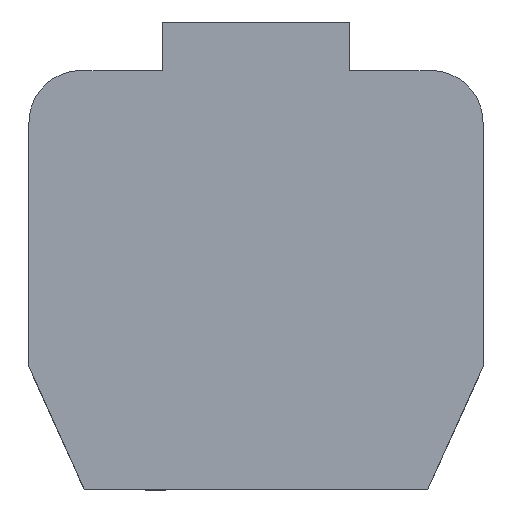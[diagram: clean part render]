
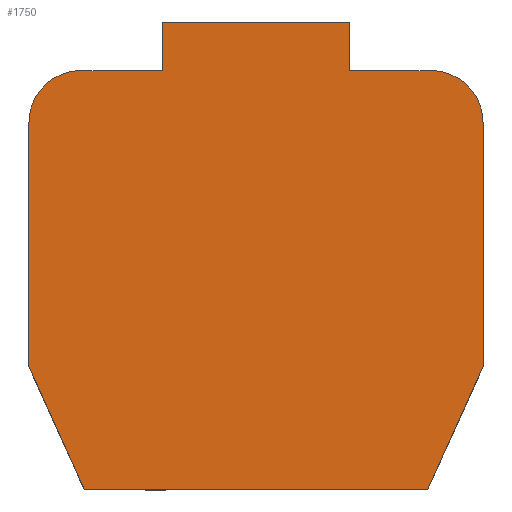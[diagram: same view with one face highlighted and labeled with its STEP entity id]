
A CAD part, left-side view. The second image highlights one B-rep face of the part: STEP entity #1750.
In plain terms, the highlighted planar face has unit normal (-1, 0, 0).
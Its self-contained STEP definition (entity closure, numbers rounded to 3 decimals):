
#1376=CARTESIAN_POINT('',(-109.869,81.699,27.0));
#1377=VERTEX_POINT('',#1376);
#1378=CARTESIAN_POINT('',(-109.869,78.499,19.9));
#1379=VERTEX_POINT('',#1378);
#1380=CARTESIAN_POINT('',(-109.869,81.699,27.));
#1381=DIRECTION('',(0.0,-0.411,-0.912));
#1382=VECTOR('',#1381,7.788);
#1383=LINE('',#1380,#1382);
#1384=EDGE_CURVE('',#1377,#1379,#1383,.T.);
#1482=CARTESIAN_POINT('',(-109.869,101.499,27.0));
#1483=VERTEX_POINT('',#1482);
#1490=CARTESIAN_POINT('',(-109.869,81.699,27.0));
#1491=DIRECTION('',(0.0,1.0,0.0));
#1492=VECTOR('',#1491,19.8);
#1493=LINE('',#1490,#1492);
#1494=EDGE_CURVE('',#1377,#1483,#1493,.T.);
#1642=CARTESIAN_POINT('',(-109.869,104.699,19.9));
#1643=VERTEX_POINT('',#1642);
#1644=CARTESIAN_POINT('',(-109.869,104.699,19.9));
#1645=DIRECTION('',(0.0,-0.411,0.912));
#1646=VECTOR('',#1645,7.788);
#1647=LINE('',#1644,#1646);
#1648=EDGE_CURVE('',#1643,#1483,#1647,.T.);
#1668=CARTESIAN_POINT('',(-109.869,78.499,0.0));
#1669=DIRECTION('',(-1.0,0.0,0.0));
#1670=DIRECTION('',(0.0,0.0,1.0));
#1671=AXIS2_PLACEMENT_3D('',#1668,#1669,#1670);
#1672=PLANE('',#1671);
#1673=ORIENTED_EDGE('',*,*,#1384,.F.);
#1674=ORIENTED_EDGE('',*,*,#1494,.T.);
#1675=ORIENTED_EDGE('',*,*,#1648,.F.);
#1676=CARTESIAN_POINT('',(-109.869,104.699,5.8));
#1677=VERTEX_POINT('',#1676);
#1678=CARTESIAN_POINT('',(-109.869,104.699,5.8));
#1679=DIRECTION('',(0.0,0.0,1.0));
#1680=VECTOR('',#1679,14.1);
#1681=LINE('',#1678,#1680);
#1682=EDGE_CURVE('',#1677,#1643,#1681,.T.);
#1683=ORIENTED_EDGE('',*,*,#1682,.F.);
#1684=CARTESIAN_POINT('',(-109.869,101.699,2.8));
#1685=VERTEX_POINT('',#1684);
#1686=CARTESIAN_POINT('',(-109.869,101.699,5.8));
#1687=DIRECTION('',(-1.0,0.0,0.0));
#1688=DIRECTION('',(0.0,-1.0,0.0));
#1689=AXIS2_PLACEMENT_3D('',#1686,#1687,#1688);
#1690=CIRCLE('',#1689,3.);
#1691=EDGE_CURVE('',#1677,#1685,#1690,.T.);
#1692=ORIENTED_EDGE('',*,*,#1691,.T.);
#1693=CARTESIAN_POINT('',(-109.869,96.999,2.8));
#1694=VERTEX_POINT('',#1693);
#1695=CARTESIAN_POINT('',(-109.869,101.699,2.8));
#1696=DIRECTION('',(0.0,-1.0,0.0));
#1697=VECTOR('',#1696,4.7);
#1698=LINE('',#1695,#1697);
#1699=EDGE_CURVE('',#1685,#1694,#1698,.T.);
#1700=ORIENTED_EDGE('',*,*,#1699,.T.);
#1701=CARTESIAN_POINT('',(-109.869,96.999,0.0));
#1702=VERTEX_POINT('',#1701);
#1703=CARTESIAN_POINT('',(-109.869,96.999,2.8));
#1704=DIRECTION('',(0.0,0.0,-1.0));
#1705=VECTOR('',#1704,2.8);
#1706=LINE('',#1703,#1705);
#1707=EDGE_CURVE('',#1694,#1702,#1706,.T.);
#1708=ORIENTED_EDGE('',*,*,#1707,.T.);
#1709=CARTESIAN_POINT('',(-109.869,86.199,0.0));
#1710=VERTEX_POINT('',#1709);
#1711=CARTESIAN_POINT('',(-109.869,96.999,0.0));
#1712=DIRECTION('',(0.0,-1.0,0.0));
#1713=VECTOR('',#1712,10.8);
#1714=LINE('',#1711,#1713);
#1715=EDGE_CURVE('',#1702,#1710,#1714,.T.);
#1716=ORIENTED_EDGE('',*,*,#1715,.T.);
#1717=CARTESIAN_POINT('',(-109.869,86.199,2.8));
#1718=VERTEX_POINT('',#1717);
#1719=CARTESIAN_POINT('',(-109.869,86.199,0.0));
#1720=DIRECTION('',(0.0,0.0,1.0));
#1721=VECTOR('',#1720,2.8);
#1722=LINE('',#1719,#1721);
#1723=EDGE_CURVE('',#1710,#1718,#1722,.T.);
#1724=ORIENTED_EDGE('',*,*,#1723,.T.);
#1725=CARTESIAN_POINT('',(-109.869,81.499,2.8));
#1726=VERTEX_POINT('',#1725);
#1727=CARTESIAN_POINT('',(-109.869,86.199,2.8));
#1728=DIRECTION('',(0.0,-1.0,0.0));
#1729=VECTOR('',#1728,4.7);
#1730=LINE('',#1727,#1729);
#1731=EDGE_CURVE('',#1718,#1726,#1730,.T.);
#1732=ORIENTED_EDGE('',*,*,#1731,.T.);
#1733=CARTESIAN_POINT('',(-109.869,78.499,5.8));
#1734=VERTEX_POINT('',#1733);
#1735=CARTESIAN_POINT('',(-109.869,81.499,5.8));
#1736=DIRECTION('',(-1.0,0.0,0.0));
#1737=DIRECTION('',(0.0,0.0,1.0));
#1738=AXIS2_PLACEMENT_3D('',#1735,#1736,#1737);
#1739=CIRCLE('',#1738,3.);
#1740=EDGE_CURVE('',#1726,#1734,#1739,.T.);
#1741=ORIENTED_EDGE('',*,*,#1740,.T.);
#1742=CARTESIAN_POINT('',(-109.869,78.499,5.8));
#1743=DIRECTION('',(0.0,0.0,1.0));
#1744=VECTOR('',#1743,14.1);
#1745=LINE('',#1742,#1744);
#1746=EDGE_CURVE('',#1734,#1379,#1745,.T.);
#1747=ORIENTED_EDGE('',*,*,#1746,.T.);
#1748=EDGE_LOOP('',(#1673,#1674,#1675,#1683,#1692,#1700,#1708,#1716,#1724,#1732,#1741,#1747));
#1749=FACE_OUTER_BOUND('',#1748,.T.);
#1750=ADVANCED_FACE('',(#1749),#1672,.T.);
